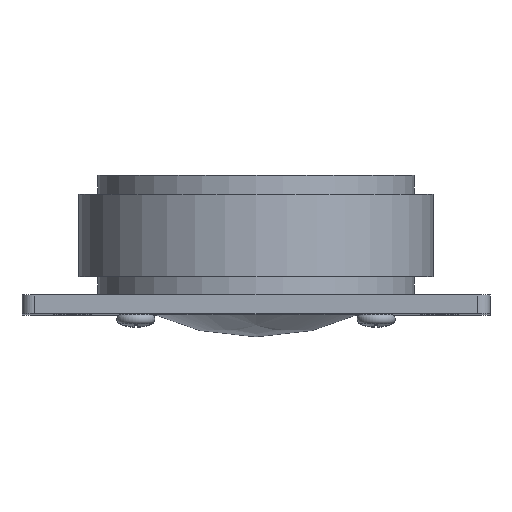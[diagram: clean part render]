
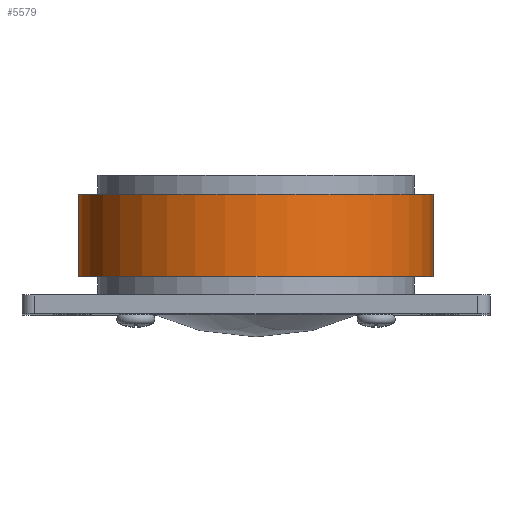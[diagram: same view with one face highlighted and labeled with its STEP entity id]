
A CAD part, top view. The second image highlights one B-rep face of the part: STEP entity #5579.
In plain terms, the highlighted cylindrical face has radius 28 mm (diameter 56 mm), a full revolution.
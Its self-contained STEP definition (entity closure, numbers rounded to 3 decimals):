
#5474 = PLANE('',#5475);
#5475 = AXIS2_PLACEMENT_3D('',#5476,#5477,#5478);
#5476 = CARTESIAN_POINT('',(0.,3.,0.));
#5477 = DIRECTION('',(0.,1.,0.));
#5478 = DIRECTION('',(0.,0.,1.));
#5524 = PLANE('',#5525);
#5525 = AXIS2_PLACEMENT_3D('',#5526,#5527,#5528);
#5526 = CARTESIAN_POINT('',(0.,16.,0.)
  );
#5527 = DIRECTION('',(0.,-1.,0.));
#5528 = DIRECTION('',(0.,0.,-1.));
#5547 = EDGE_CURVE('',#5548,#5548,#5550,.T.);
#5548 = VERTEX_POINT('',#5549);
#5549 = CARTESIAN_POINT('',(0.,16.,28.));
#5550 = SURFACE_CURVE('',#5551,(#5556,#5567),.PCURVE_S1.);
#5551 = CIRCLE('',#5552,28.);
#5552 = AXIS2_PLACEMENT_3D('',#5553,#5554,#5555);
#5553 = CARTESIAN_POINT('',(0.,16.,0.)
  );
#5554 = DIRECTION('',(0.,1.,0.));
#5555 = DIRECTION('',(0.,0.,1.));
#5556 = PCURVE('',#5524,#5557);
#5557 = DEFINITIONAL_REPRESENTATION('',(#5558),#5566);
#5558 = ( BOUNDED_CURVE() B_SPLINE_CURVE(2,(#5559,#5560,#5561,#5562,
#5563,#5564,#5565),.UNSPECIFIED.,.T.,.F.) B_SPLINE_CURVE_WITH_KNOTS((1,2
    ,2,2,2,1),(-2.094,0.,2.094,4.189,
6.283,8.378),.UNSPECIFIED.) CURVE() 
GEOMETRIC_REPRESENTATION_ITEM() RATIONAL_B_SPLINE_CURVE((1.,0.5,1.,0.5,
1.,0.5,1.)) REPRESENTATION_ITEM('') );
#5559 = CARTESIAN_POINT('',(-28.,0.));
#5560 = CARTESIAN_POINT('',(-28.,48.497));
#5561 = CARTESIAN_POINT('',(14.,24.249));
#5562 = CARTESIAN_POINT('',(56.,0.));
#5563 = CARTESIAN_POINT('',(14.,-24.249));
#5564 = CARTESIAN_POINT('',(-28.,-48.497));
#5565 = CARTESIAN_POINT('',(-28.,0.));
#5566 = ( GEOMETRIC_REPRESENTATION_CONTEXT(2) 
PARAMETRIC_REPRESENTATION_CONTEXT() REPRESENTATION_CONTEXT('2D SPACE',''
  ) );
#5567 = PCURVE('',#5568,#5573);
#5568 = CYLINDRICAL_SURFACE('',#5569,28.);
#5569 = AXIS2_PLACEMENT_3D('',#5570,#5571,#5572);
#5570 = CARTESIAN_POINT('',(0.,16.,0.)
  );
#5571 = DIRECTION('',(0.,-1.,0.));
#5572 = DIRECTION('',(0.,0.,1.));
#5573 = DEFINITIONAL_REPRESENTATION('',(#5574),#5578);
#5574 = LINE('',#5575,#5576);
#5575 = CARTESIAN_POINT('',(-0.,0.));
#5576 = VECTOR('',#5577,1.);
#5577 = DIRECTION('',(-1.,0.));
#5578 = ( GEOMETRIC_REPRESENTATION_CONTEXT(2) 
PARAMETRIC_REPRESENTATION_CONTEXT() REPRESENTATION_CONTEXT('2D SPACE',''
  ) );
#5579 = ADVANCED_FACE('',(#5580),#5568,.T.);
#5580 = FACE_BOUND('',#5581,.F.);
#5581 = EDGE_LOOP('',(#5582,#5583,#5606,#5628));
#5582 = ORIENTED_EDGE('',*,*,#5547,.T.);
#5583 = ORIENTED_EDGE('',*,*,#5584,.T.);
#5584 = EDGE_CURVE('',#5548,#5585,#5587,.T.);
#5585 = VERTEX_POINT('',#5586);
#5586 = CARTESIAN_POINT('',(0.,3.,28.));
#5587 = SEAM_CURVE('',#5588,(#5592,#5599),.PCURVE_S1.);
#5588 = LINE('',#5589,#5590);
#5589 = CARTESIAN_POINT('',(0.,16.,28.));
#5590 = VECTOR('',#5591,1.);
#5591 = DIRECTION('',(0.,-1.,0.));
#5592 = PCURVE('',#5568,#5593);
#5593 = DEFINITIONAL_REPRESENTATION('',(#5594),#5598);
#5594 = LINE('',#5595,#5596);
#5595 = CARTESIAN_POINT('',(-0.,0.));
#5596 = VECTOR('',#5597,1.);
#5597 = DIRECTION('',(-0.,1.));
#5598 = ( GEOMETRIC_REPRESENTATION_CONTEXT(2) 
PARAMETRIC_REPRESENTATION_CONTEXT() REPRESENTATION_CONTEXT('2D SPACE',''
  ) );
#5599 = PCURVE('',#5568,#5600);
#5600 = DEFINITIONAL_REPRESENTATION('',(#5601),#5605);
#5601 = LINE('',#5602,#5603);
#5602 = CARTESIAN_POINT('',(-6.283,0.));
#5603 = VECTOR('',#5604,1.);
#5604 = DIRECTION('',(-0.,1.));
#5605 = ( GEOMETRIC_REPRESENTATION_CONTEXT(2) 
PARAMETRIC_REPRESENTATION_CONTEXT() REPRESENTATION_CONTEXT('2D SPACE',''
  ) );
#5606 = ORIENTED_EDGE('',*,*,#5607,.F.);
#5607 = EDGE_CURVE('',#5585,#5585,#5608,.T.);
#5608 = SURFACE_CURVE('',#5609,(#5614,#5621),.PCURVE_S1.);
#5609 = CIRCLE('',#5610,28.);
#5610 = AXIS2_PLACEMENT_3D('',#5611,#5612,#5613);
#5611 = CARTESIAN_POINT('',(0.,3.,0.));
#5612 = DIRECTION('',(0.,1.,0.));
#5613 = DIRECTION('',(0.,0.,1.));
#5614 = PCURVE('',#5568,#5615);
#5615 = DEFINITIONAL_REPRESENTATION('',(#5616),#5620);
#5616 = LINE('',#5617,#5618);
#5617 = CARTESIAN_POINT('',(-0.,13.));
#5618 = VECTOR('',#5619,1.);
#5619 = DIRECTION('',(-1.,0.));
#5620 = ( GEOMETRIC_REPRESENTATION_CONTEXT(2) 
PARAMETRIC_REPRESENTATION_CONTEXT() REPRESENTATION_CONTEXT('2D SPACE',''
  ) );
#5621 = PCURVE('',#5474,#5622);
#5622 = DEFINITIONAL_REPRESENTATION('',(#5623),#5627);
#5623 = CIRCLE('',#5624,28.);
#5624 = AXIS2_PLACEMENT_2D('',#5625,#5626);
#5625 = CARTESIAN_POINT('',(0.,0.));
#5626 = DIRECTION('',(1.,0.));
#5627 = ( GEOMETRIC_REPRESENTATION_CONTEXT(2) 
PARAMETRIC_REPRESENTATION_CONTEXT() REPRESENTATION_CONTEXT('2D SPACE',''
  ) );
#5628 = ORIENTED_EDGE('',*,*,#5584,.F.);
